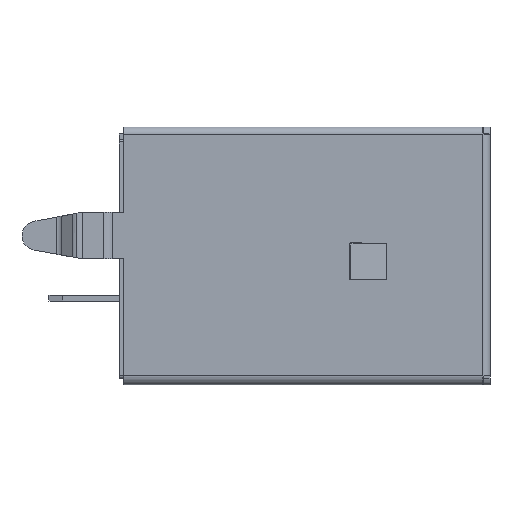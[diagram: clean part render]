
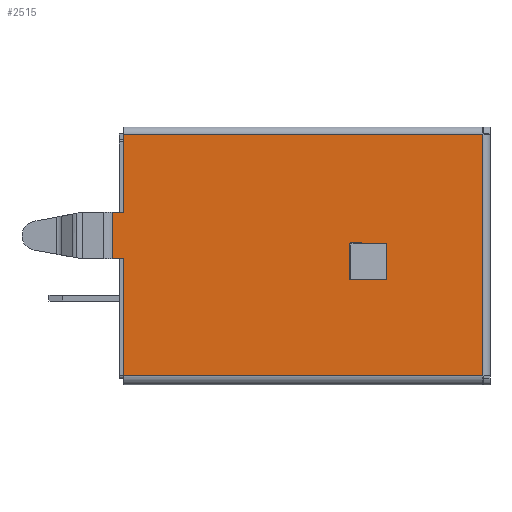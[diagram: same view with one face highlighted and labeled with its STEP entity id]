
A CAD part, left-side view. The second image highlights one B-rep face of the part: STEP entity #2515.
In plain terms, the highlighted planar face has unit normal (-1, 0, 0).
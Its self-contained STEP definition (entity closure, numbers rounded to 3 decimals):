
#2515=ADVANCED_FACE('',(#5624,#5625),#5626,.T.);
#5624=FACE_OUTER_BOUND('',#7704,.T.);
#5625=FACE_BOUND('',#7705,.T.);
#5626=PLANE('',#7706);
#7704=EDGE_LOOP('',(#12306,#12307,#12308,#12309,#12310,#12311,#12312,#12313));
#7705=EDGE_LOOP('',(#12314,#12315,#12316,#12317));
#7706=AXIS2_PLACEMENT_3D('',#12318,#12319,#12320);
#12306=ORIENTED_EDGE('',*,*,#17792,.T.);
#12307=ORIENTED_EDGE('',*,*,#17799,.T.);
#12308=ORIENTED_EDGE('',*,*,#17835,.T.);
#12309=ORIENTED_EDGE('',*,*,#17808,.F.);
#12310=ORIENTED_EDGE('',*,*,#17836,.T.);
#12311=ORIENTED_EDGE('',*,*,#17837,.T.);
#12312=ORIENTED_EDGE('',*,*,#17838,.T.);
#12313=ORIENTED_EDGE('',*,*,#17839,.T.);
#12314=ORIENTED_EDGE('',*,*,#17840,.T.);
#12315=ORIENTED_EDGE('',*,*,#17841,.T.);
#12316=ORIENTED_EDGE('',*,*,#17842,.T.);
#12317=ORIENTED_EDGE('',*,*,#17843,.T.);
#12318=CARTESIAN_POINT('',(-6.105,-8.,-0.075));
#12319=DIRECTION('',(-1.0,0.,0.));
#12320=DIRECTION('',(0.,0.,1.0));
#17792=EDGE_CURVE('',#21197,#21195,#21198,.T.);
#17799=EDGE_CURVE('',#21195,#21209,#21211,.T.);
#17808=EDGE_CURVE('',#21226,#21228,#21229,.T.);
#17835=EDGE_CURVE('',#21209,#21228,#21269,.T.);
#17836=EDGE_CURVE('',#21226,#21270,#21271,.T.);
#17837=EDGE_CURVE('',#21270,#21272,#21273,.T.);
#17838=EDGE_CURVE('',#21272,#21274,#21275,.T.);
#17839=EDGE_CURVE('',#21274,#21197,#21276,.T.);
#17840=EDGE_CURVE('',#21277,#21278,#21279,.T.);
#17841=EDGE_CURVE('',#21278,#21280,#21281,.T.);
#17842=EDGE_CURVE('',#21280,#21282,#21283,.T.);
#17843=EDGE_CURVE('',#21282,#21277,#21284,.T.);
#21195=VERTEX_POINT('',#24921);
#21197=VERTEX_POINT('',#24924);
#21198=LINE('',#24925,#24926);
#21209=VERTEX_POINT('',#24940);
#21211=LINE('',#24942,#24943);
#21226=VERTEX_POINT('',#24962);
#21228=VERTEX_POINT('',#24965);
#21229=LINE('',#24966,#24967);
#21269=LINE('',#25023,#25024);
#21270=VERTEX_POINT('',#25025);
#21271=LINE('',#25026,#25027);
#21272=VERTEX_POINT('',#25028);
#21273=LINE('',#25029,#25030);
#21274=VERTEX_POINT('',#25031);
#21275=LINE('',#25032,#25033);
#21276=LINE('',#25034,#25035);
#21277=VERTEX_POINT('',#25036);
#21278=VERTEX_POINT('',#25037);
#21279=LINE('',#25038,#25039);
#21280=VERTEX_POINT('',#25040);
#21281=LINE('',#25041,#25042);
#21282=VERTEX_POINT('',#25043);
#21283=LINE('',#25044,#25045);
#21284=LINE('',#25046,#25047);
#24921=CARTESIAN_POINT('',(-6.105,7.9,1.815));
#24924=CARTESIAN_POINT('',(-6.105,7.9,5.215));
#24925=CARTESIAN_POINT('',(-6.105,7.9,5.525));
#24926=VECTOR('',#27734,1000.0);
#24940=CARTESIAN_POINT('',(-6.105,8.4,1.815));
#24942=CARTESIAN_POINT('',(-6.105,7.9,1.815));
#24943=VECTOR('',#27747,1000.0);
#24962=CARTESIAN_POINT('',(-6.105,7.9,-0.185));
#24965=CARTESIAN_POINT('',(-6.105,8.4,-0.185));
#24966=CARTESIAN_POINT('',(-6.105,7.9,-0.185));
#24967=VECTOR('',#27762,1000.0);
#25023=CARTESIAN_POINT('',(-6.105,8.4,1.815));
#25024=VECTOR('',#27809,1000.0);
#25025=CARTESIAN_POINT('',(-6.105,7.9,-5.275));
#25026=CARTESIAN_POINT('',(-6.105,7.9,5.525));
#25027=VECTOR('',#27810,1000.0);
#25028=CARTESIAN_POINT('',(-6.105,-7.69,-5.275));
#25029=CARTESIAN_POINT('',(-6.105,7.9,-5.275));
#25030=VECTOR('',#27811,1000.0);
#25031=CARTESIAN_POINT('',(-6.105,-7.69,5.215));
#25032=CARTESIAN_POINT('',(-6.105,-7.69,-5.675));
#25033=VECTOR('',#27812,1000.0);
#25034=CARTESIAN_POINT('',(-6.105,-7.69,5.215));
#25035=VECTOR('',#27813,1000.0);
#25036=CARTESIAN_POINT('',(-6.105,-1.92,-1.095));
#25037=CARTESIAN_POINT('',(-6.105,-1.92,0.485));
#25038=CARTESIAN_POINT('',(-6.105,-1.92,-1.095));
#25039=VECTOR('',#27814,1000.0);
#25040=CARTESIAN_POINT('',(-6.105,-3.5,0.485));
#25041=CARTESIAN_POINT('',(-6.105,-1.92,0.485));
#25042=VECTOR('',#27815,1000.0);
#25043=CARTESIAN_POINT('',(-6.105,-3.5,-1.095));
#25044=CARTESIAN_POINT('',(-6.105,-3.5,0.485));
#25045=VECTOR('',#27816,1000.0);
#25046=CARTESIAN_POINT('',(-6.105,-3.5,-1.095));
#25047=VECTOR('',#27817,1000.0);
#27734=DIRECTION('',(0.,0.,-1.0));
#27747=DIRECTION('',(0.,1.0,0.));
#27762=DIRECTION('',(0.,1.0,0.));
#27809=DIRECTION('',(0.,0.,-1.0));
#27810=DIRECTION('',(0.,0.,-1.0));
#27811=DIRECTION('',(0.,-1.0,0.));
#27812=DIRECTION('',(0.,0.,1.0));
#27813=DIRECTION('',(0.,1.0,0.));
#27814=DIRECTION('',(0.,0.,1.0));
#27815=DIRECTION('',(0.,-1.0,0.));
#27816=DIRECTION('',(0.,0.,-1.0));
#27817=DIRECTION('',(0.,1.0,0.));
